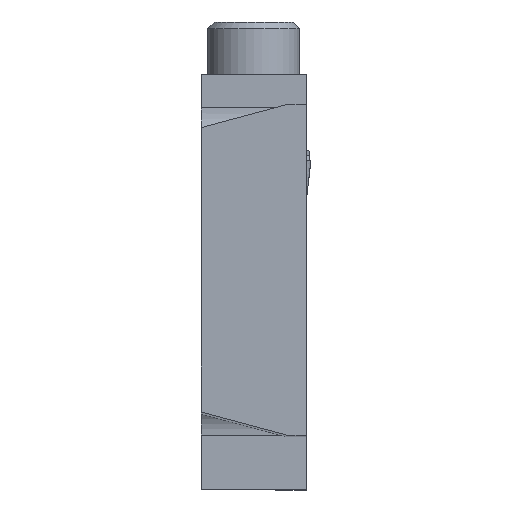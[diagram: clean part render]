
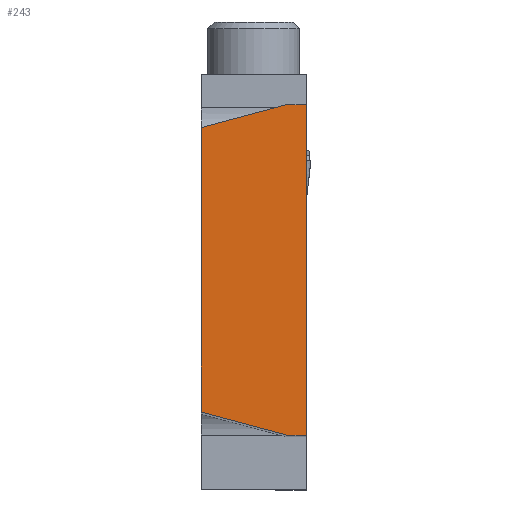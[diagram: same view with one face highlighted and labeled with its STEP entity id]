
A CAD part, top view. The second image highlights one B-rep face of the part: STEP entity #243.
In plain terms, the highlighted planar face has unit normal (0, 0, 1).
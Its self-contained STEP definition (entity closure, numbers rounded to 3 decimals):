
#180=FACE_OUTER_BOUND('',#357,.T.);
#243=ADVANCED_FACE('',(#180),#305,.T.);
#305=PLANE('',#1384);
#357=EDGE_LOOP('',(#741,#742,#743,#744,#745,#746));
#418=LINE('',#1760,#533);
#438=LINE('',#1814,#553);
#444=LINE('',#1857,#559);
#446=LINE('',#1860,#561);
#448=LINE('',#1865,#563);
#451=LINE('',#1871,#566);
#533=VECTOR('',#1466,1.);
#553=VECTOR('',#1504,1.);
#559=VECTOR('',#1514,1.);
#561=VECTOR('',#1518,1.);
#563=VECTOR('',#1524,1.);
#566=VECTOR('',#1529,1.);
#741=ORIENTED_EDGE('',*,*,#1157,.T.);
#742=ORIENTED_EDGE('',*,*,#1159,.T.);
#743=ORIENTED_EDGE('',*,*,#1119,.T.);
#744=ORIENTED_EDGE('',*,*,#1165,.T.);
#745=ORIENTED_EDGE('',*,*,#1162,.T.);
#746=ORIENTED_EDGE('',*,*,#1144,.T.);
#1001=VERTEX_POINT('',#1759);
#1002=VERTEX_POINT('',#1761);
#1022=VERTEX_POINT('',#1813);
#1023=VERTEX_POINT('',#1815);
#1033=VERTEX_POINT('',#1856);
#1035=VERTEX_POINT('',#1866);
#1119=EDGE_CURVE('',#1002,#1001,#418,.T.);
#1144=EDGE_CURVE('',#1023,#1022,#438,.T.);
#1157=EDGE_CURVE('',#1022,#1033,#444,.T.);
#1159=EDGE_CURVE('',#1033,#1002,#446,.T.);
#1162=EDGE_CURVE('',#1035,#1023,#448,.T.);
#1165=EDGE_CURVE('',#1001,#1035,#451,.T.);
#1384=AXIS2_PLACEMENT_3D('',#1886,#1551,#1552);
#1466=DIRECTION('',(0.,-1.,0.));
#1504=DIRECTION('',(0.,1.,0.));
#1514=DIRECTION('',(-1.,0.,0.));
#1518=DIRECTION('',(-0.966,-0.259,0.));
#1524=DIRECTION('',(1.,0.,0.));
#1529=DIRECTION('',(0.966,-0.259,0.));
#1551=DIRECTION('',(0.,0.,1.));
#1552=DIRECTION('',(0.,-1.,0.));
#1759=CARTESIAN_POINT('',(-8.,2.144,0.));
#1760=CARTESIAN_POINT('',(-8.,23.756,0.));
#1761=CARTESIAN_POINT('',(-8.,23.756,0.));
#1813=CARTESIAN_POINT('',(0.,25.498,0.));
#1814=CARTESIAN_POINT('',(0.,0.402,0.));
#1815=CARTESIAN_POINT('',(0.,0.402,0.));
#1856=CARTESIAN_POINT('',(-1.5,25.498,0.));
#1857=CARTESIAN_POINT('',(0.,25.498,0.));
#1860=CARTESIAN_POINT('',(-1.5,25.498,0.));
#1865=CARTESIAN_POINT('',(-1.5,0.402,0.));
#1866=CARTESIAN_POINT('',(-1.5,0.402,0.));
#1871=CARTESIAN_POINT('',(-8.,2.144,0.));
#1886=CARTESIAN_POINT('',(-8.,25.498,0.));
